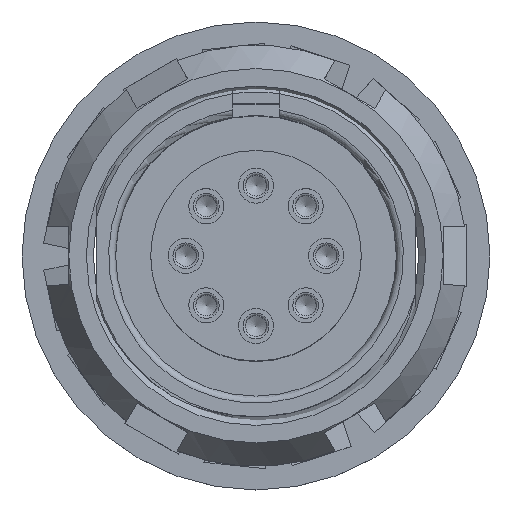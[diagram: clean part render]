
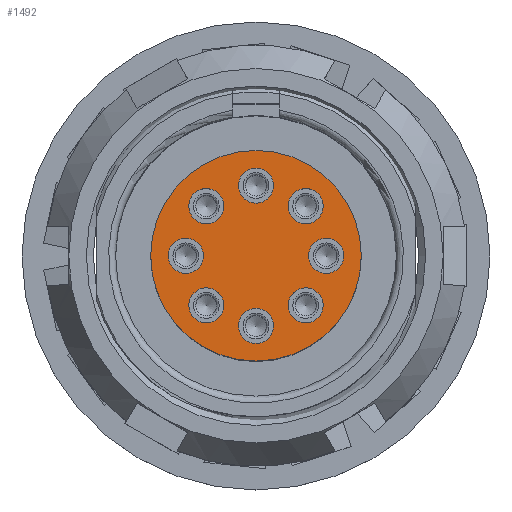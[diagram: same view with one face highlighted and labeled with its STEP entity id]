
A CAD part, top view. The second image highlights one B-rep face of the part: STEP entity #1492.
In plain terms, the highlighted planar face has unit normal (0, 0, 1).
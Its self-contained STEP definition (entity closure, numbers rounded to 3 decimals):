
#1492=ADVANCED_FACE('',(#9060,#9062,#9064,#9066,#9068,#9070,#9072,#9074,#9076),#9078,
.T.);
#9060=FACE_BOUND('',#9061,.T.);
#9061=EDGE_LOOP('',(#12445));
#9062=FACE_BOUND('',#9063,.T.);
#9063=EDGE_LOOP('',(#12446));
#9064=FACE_BOUND('',#9065,.T.);
#9065=EDGE_LOOP('',(#12447));
#9066=FACE_BOUND('',#9067,.T.);
#9067=EDGE_LOOP('',(#12448));
#9068=FACE_BOUND('',#9069,.T.);
#9069=EDGE_LOOP('',(#12449));
#9070=FACE_BOUND('',#9071,.T.);
#9071=EDGE_LOOP('',(#12450));
#9072=FACE_BOUND('',#9073,.T.);
#9073=EDGE_LOOP('',(#12451));
#9074=FACE_BOUND('',#9075,.T.);
#9075=EDGE_LOOP('',(#12452));
#9076=FACE_BOUND('',#9077,.T.);
#9077=EDGE_LOOP('',(#12453));
#9078=PLANE('',#9079);
#9079=AXIS2_PLACEMENT_3D('',#9080,#9081,#9082);
#9080=CARTESIAN_POINT('',(0.,0.,2.6));
#9081=DIRECTION('',(0.,-0.,1.));
#9082=DIRECTION('',(-1.,0.,0.));
#12445=ORIENTED_EDGE('',*,*,#14199,.T.);
#12446=ORIENTED_EDGE('',*,*,#14200,.T.);
#12447=ORIENTED_EDGE('',*,*,#14201,.T.);
#12448=ORIENTED_EDGE('',*,*,#14202,.T.);
#12449=ORIENTED_EDGE('',*,*,#14203,.T.);
#12450=ORIENTED_EDGE('',*,*,#14204,.T.);
#12451=ORIENTED_EDGE('',*,*,#14205,.T.);
#12452=ORIENTED_EDGE('',*,*,#14206,.T.);
#12453=ORIENTED_EDGE('',*,*,#14207,.T.);
#14199=EDGE_CURVE('',#15574,#15574,#15575,.T.);
#14200=EDGE_CURVE('',#15576,#15576,#15577,.T.);
#14201=EDGE_CURVE('',#15578,#15578,#15579,.T.);
#14202=EDGE_CURVE('',#15580,#15580,#15581,.T.);
#14203=EDGE_CURVE('',#15582,#15582,#15583,.T.);
#14204=EDGE_CURVE('',#15584,#15584,#15585,.T.);
#14205=EDGE_CURVE('',#15586,#15586,#15587,.T.);
#14206=EDGE_CURVE('',#15588,#15588,#15589,.T.);
#14207=EDGE_CURVE('',#15590,#15590,#15591,.T.);
#15574=VERTEX_POINT('',#23712);
#15575=CIRCLE('',#23713,4.5);
#15576=VERTEX_POINT('',#23717);
#15577=CIRCLE('',#23718,0.75);
#15578=VERTEX_POINT('',#23722);
#15579=CIRCLE('',#23723,0.75);
#15580=VERTEX_POINT('',#23727);
#15581=CIRCLE('',#23728,0.75);
#15582=VERTEX_POINT('',#23732);
#15583=CIRCLE('',#23733,0.75);
#15584=VERTEX_POINT('',#23737);
#15585=CIRCLE('',#23738,0.75);
#15586=VERTEX_POINT('',#23742);
#15587=CIRCLE('',#23743,0.75);
#15588=VERTEX_POINT('',#23747);
#15589=CIRCLE('',#23748,0.75);
#15590=VERTEX_POINT('',#23752);
#15591=CIRCLE('',#23753,0.75);
#23712=CARTESIAN_POINT('',(4.5,0.,2.6));
#23713=AXIS2_PLACEMENT_3D('',#23714,#23715,#23716);
#23714=CARTESIAN_POINT('',(0.,0.,2.6));
#23715=DIRECTION('',(0.,-0.,1.));
#23716=DIRECTION('',(1.,-0.,0.));
#23717=CARTESIAN_POINT('',(-1.591,1.591,2.6));
#23718=AXIS2_PLACEMENT_3D('',#23719,#23720,#23721);
#23719=CARTESIAN_POINT('',(-2.121,2.121,2.6));
#23720=DIRECTION('',(0.,0.,-1.));
#23721=DIRECTION('',(0.707,-0.707,0.));
#23722=CARTESIAN_POINT('',(-2.25,0.,2.6));
#23723=AXIS2_PLACEMENT_3D('',#23724,#23725,#23726);
#23724=CARTESIAN_POINT('',(-3.,0.,2.6));
#23725=DIRECTION('',(0.,0.,-1.));
#23726=DIRECTION('',(1.,0.,0.));
#23727=CARTESIAN_POINT('',(-1.591,-1.591,2.6));
#23728=AXIS2_PLACEMENT_3D('',#23729,#23730,#23731);
#23729=CARTESIAN_POINT('',(-2.121,-2.121,2.6));
#23730=DIRECTION('',(0.,0.,-1.));
#23731=DIRECTION('',(0.707,0.707,0.));
#23732=CARTESIAN_POINT('',(0.,-2.25,2.6));
#23733=AXIS2_PLACEMENT_3D('',#23734,#23735,#23736);
#23734=CARTESIAN_POINT('',(0.,-3.,2.6));
#23735=DIRECTION('',(0.,0.,-1.));
#23736=DIRECTION('',(0.,1.,0.));
#23737=CARTESIAN_POINT('',(1.591,-1.591,2.6));
#23738=AXIS2_PLACEMENT_3D('',#23739,#23740,#23741);
#23739=CARTESIAN_POINT('',(2.121,-2.121,2.6));
#23740=DIRECTION('',(0.,0.,-1.));
#23741=DIRECTION('',(-0.707,0.707,0.));
#23742=CARTESIAN_POINT('',(2.25,0.,2.6));
#23743=AXIS2_PLACEMENT_3D('',#23744,#23745,#23746);
#23744=CARTESIAN_POINT('',(3.,0.,2.6));
#23745=DIRECTION('',(0.,0.,-1.));
#23746=DIRECTION('',(-1.,0.,0.));
#23747=CARTESIAN_POINT('',(1.591,1.591,2.6));
#23748=AXIS2_PLACEMENT_3D('',#23749,#23750,#23751);
#23749=CARTESIAN_POINT('',(2.121,2.121,2.6));
#23750=DIRECTION('',(0.,0.,-1.));
#23751=DIRECTION('',(-0.707,-0.707,0.));
#23752=CARTESIAN_POINT('',(0.,2.25,2.6));
#23753=AXIS2_PLACEMENT_3D('',#23754,#23755,#23756);
#23754=CARTESIAN_POINT('',(0.,3.,2.6));
#23755=DIRECTION('',(0.,0.,-1.));
#23756=DIRECTION('',(0.,-1.,0.));
